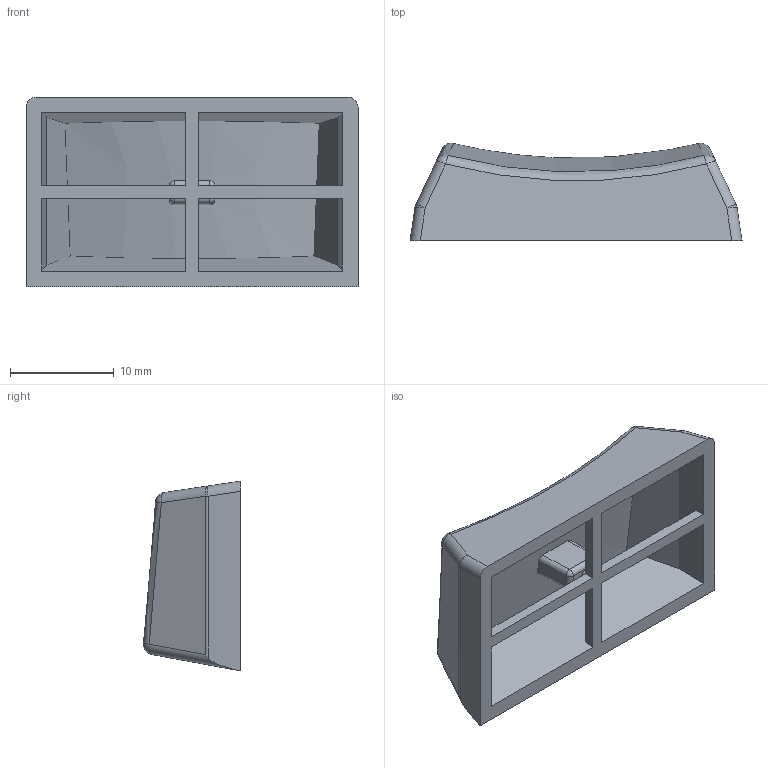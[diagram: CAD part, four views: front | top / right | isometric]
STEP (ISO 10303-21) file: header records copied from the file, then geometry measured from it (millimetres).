
FILE_DESCRIPTION (( 'STEP AP214' ), '1' );
FILE_NAME ('RB-1.75U.STEP', '2021-06-25T23:10:41', ( '' ), ( '' ), 'SwSTEP 2.0', 'SolidWorks 2020', '' );
FILE_SCHEMA (( 'AUTOMOTIVE_DESIGN' ));
Length unit declared in the file: millimetre
Products named in the file (1): RB-1.75U
Bounding box: 32.02 x 9.41 x 18.3 mm (x, y, z)
Volume: 1642.1 mm3; surface area: 2436.2 mm2
Topology: 1 solids, 1 shells, 70 faces, 182 edges, 107 vertices
Faces by surface type: plane 30, cylinder 22, sphere 10, bspline 8
Entity records: 2325 total; most frequent: CARTESIAN_POINT 691, ORIENTED_EDGE 346, DIRECTION 311, EDGE_CURVE 173, VECTOR 105, LINE 105, VERTEX_POINT 104, AXIS2_PLACEMENT_3D 103
